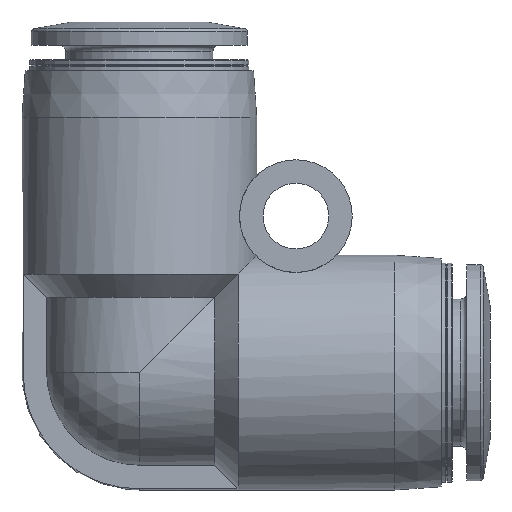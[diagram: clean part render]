
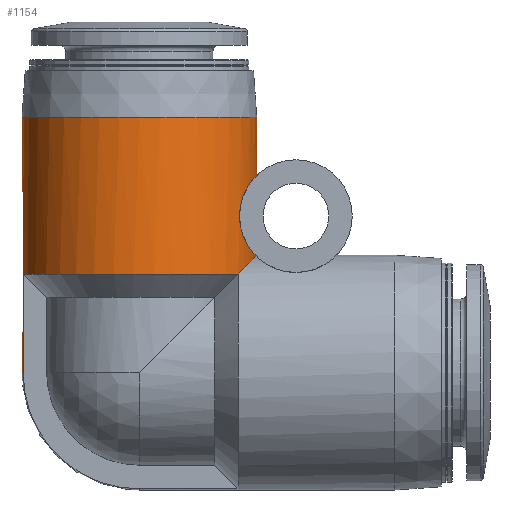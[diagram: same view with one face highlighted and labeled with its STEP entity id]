
A CAD part, left-side view. The second image highlights one B-rep face of the part: STEP entity #1154.
In plain terms, the highlighted cylindrical face has radius 7.5 mm (diameter 15 mm), a full revolution.
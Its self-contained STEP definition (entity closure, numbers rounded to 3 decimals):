
#60=LINE('',#1651,#72);
#61=LINE('',#1657,#73);
#62=LINE('',#1661,#74);
#63=LINE('',#1667,#75);
#72=VECTOR('',#1361,1000.);
#73=VECTOR('',#1366,1000.);
#74=VECTOR('',#1369,1000.);
#75=VECTOR('',#1374,1000.);
#84=B_SPLINE_CURVE_WITH_KNOTS('',3,(#1630,#1631,#1632,#1633,#1634,#1635,
#1636,#1637,#1638,#1639,#1640,#1641,#1642,#1643,#1644,#1645,#1646,#1647,
#1648),.UNSPECIFIED.,.F.,.F.,(4,1,1,1,1,1,1,1,1,1,1,1,1,1,1,1,4),(0.001,
0.002,0.003,0.005,0.006,
0.007,0.008,0.009,0.011,
0.012,0.013,0.014,0.015,
0.017,0.018,0.019,0.02),
 .UNSPECIFIED.);
#93=ELLIPSE('',#1224,10.607,7.5);
#94=ELLIPSE('',#1228,10.607,7.5);
#100=ORIENTED_EDGE('',*,*,#278,.F.);
#101=ORIENTED_EDGE('',*,*,#279,.F.);
#102=ORIENTED_EDGE('',*,*,#280,.T.);
#103=ORIENTED_EDGE('',*,*,#281,.T.);
#104=ORIENTED_EDGE('',*,*,#282,.T.);
#105=ORIENTED_EDGE('',*,*,#283,.T.);
#106=ORIENTED_EDGE('',*,*,#284,.T.);
#107=ORIENTED_EDGE('',*,*,#285,.F.);
#108=ORIENTED_EDGE('',*,*,#286,.T.);
#109=ORIENTED_EDGE('',*,*,#287,.T.);
#110=ORIENTED_EDGE('',*,*,#288,.F.);
#278=EDGE_CURVE('',#367,#367,#438,.T.);
#279=EDGE_CURVE('',#368,#369,#84,.T.);
#280=EDGE_CURVE('',#368,#370,#60,.F.);
#281=EDGE_CURVE('',#370,#371,#93,.F.);
#282=EDGE_CURVE('',#371,#372,#439,.T.);
#283=EDGE_CURVE('',#372,#373,#61,.T.);
#284=EDGE_CURVE('',#373,#374,#440,.T.);
#285=EDGE_CURVE('',#375,#374,#62,.T.);
#286=EDGE_CURVE('',#375,#376,#441,.T.);
#287=EDGE_CURVE('',#376,#377,#94,.F.);
#288=EDGE_CURVE('',#369,#377,#63,.F.);
#367=VERTEX_POINT('',#1629);
#368=VERTEX_POINT('',#1649);
#369=VERTEX_POINT('',#1650);
#370=VERTEX_POINT('',#1652);
#371=VERTEX_POINT('',#1654);
#372=VERTEX_POINT('',#1656);
#373=VERTEX_POINT('',#1658);
#374=VERTEX_POINT('',#1660);
#375=VERTEX_POINT('',#1662);
#376=VERTEX_POINT('',#1664);
#377=VERTEX_POINT('',#1666);
#438=CIRCLE('',#1223,7.5);
#439=CIRCLE('',#1225,7.5);
#440=CIRCLE('',#1226,7.5);
#441=CIRCLE('',#1227,7.5);
#502=EDGE_LOOP('',(#100));
#503=EDGE_LOOP('',(#101,#102,#103,#104,#105,#106,#107,#108,#109,#110));
#607=FACE_BOUND('',#502,.T.);
#608=FACE_BOUND('',#503,.T.);
#711=CYLINDRICAL_SURFACE('',#1222,7.5);
#1154=ADVANCED_FACE('',(#607,#608),#711,.T.);
#1222=AXIS2_PLACEMENT_3D('',#1627,#1357,#1358);
#1223=AXIS2_PLACEMENT_3D('',#1628,#1359,#1360);
#1224=AXIS2_PLACEMENT_3D('',#1653,#1362,#1363);
#1225=AXIS2_PLACEMENT_3D('',#1655,#1364,#1365);
#1226=AXIS2_PLACEMENT_3D('',#1659,#1367,#1368);
#1227=AXIS2_PLACEMENT_3D('',#1663,#1370,#1371);
#1228=AXIS2_PLACEMENT_3D('',#1665,#1372,#1373);
#1357=DIRECTION('',(0.,0.,1.));
#1358=DIRECTION('',(0.,-1.,0.));
#1359=DIRECTION('',(0.,0.,1.));
#1360=DIRECTION('',(0.,-1.,0.));
#1361=DIRECTION('',(0.,0.,1.));
#1362=DIRECTION('',(0.,-0.707,-0.707));
#1363=DIRECTION('',(0.,-0.707,0.707));
#1364=DIRECTION('',(0.,0.,1.));
#1365=DIRECTION('',(0.,-1.,0.));
#1366=DIRECTION('',(0.,0.,-1.));
#1367=DIRECTION('',(0.,0.,1.));
#1368=DIRECTION('',(0.,-1.,0.));
#1369=DIRECTION('',(0.,0.,-1.));
#1370=DIRECTION('',(0.,0.,1.));
#1371=DIRECTION('',(0.,-1.,0.));
#1372=DIRECTION('',(0.,-0.707,-0.707));
#1373=DIRECTION('',(0.,-0.707,0.707));
#1374=DIRECTION('',(0.,0.,1.));
#1627=CARTESIAN_POINT('',(0.,0.,22.4));
#1628=CARTESIAN_POINT('',(0.,0.,16.3));
#1629=CARTESIAN_POINT('',(0.,-7.5,16.3));
#1630=CARTESIAN_POINT('',(1.,-7.433,7.476));
#1631=CARTESIAN_POINT('',(1.394,-7.38,7.53));
#1632=CARTESIAN_POINT('',(2.176,-7.209,7.708));
#1633=CARTESIAN_POINT('',(3.201,-6.807,8.265));
#1634=CARTESIAN_POINT('',(3.9,-6.411,9.246));
#1635=CARTESIAN_POINT('',(3.966,-6.366,10.531));
#1636=CARTESIAN_POINT('',(3.357,-6.728,11.596));
#1637=CARTESIAN_POINT('',(2.37,-7.147,12.218));
#1638=CARTESIAN_POINT('',(1.22,-7.433,12.528));
#1639=CARTESIAN_POINT('',(0.003,-7.533,12.621));
#1640=CARTESIAN_POINT('',(-1.215,-7.434,12.529));
#1641=CARTESIAN_POINT('',(-2.363,-7.149,12.221));
#1642=CARTESIAN_POINT('',(-3.354,-6.73,11.599));
#1643=CARTESIAN_POINT('',(-3.963,-6.368,10.542));
#1644=CARTESIAN_POINT('',(-3.903,-6.409,9.252));
#1645=CARTESIAN_POINT('',(-3.203,-6.806,8.266));
#1646=CARTESIAN_POINT('',(-2.179,-7.208,7.709));
#1647=CARTESIAN_POINT('',(-1.397,-7.38,7.53));
#1648=CARTESIAN_POINT('',(-1.,-7.433,7.476));
#1649=CARTESIAN_POINT('',(1.,-7.433,7.476));
#1650=CARTESIAN_POINT('',(-1.,-7.433,7.476));
#1651=CARTESIAN_POINT('',(1.,-7.433,22.4));
#1652=CARTESIAN_POINT('',(1.,-7.433,7.433));
#1653=CARTESIAN_POINT('',(0.,0.,0.));
#1654=CARTESIAN_POINT('',(4.069,-6.3,6.3));
#1655=CARTESIAN_POINT('',(0.,0.,6.3));
#1656=CARTESIAN_POINT('',(1.,7.433,6.3));
#1657=CARTESIAN_POINT('',(1.,7.433,6.3));
#1658=CARTESIAN_POINT('',(1.,7.433,0.));
#1659=CARTESIAN_POINT('',(0.,0.,0.));
#1660=CARTESIAN_POINT('',(-1.,7.433,0.));
#1661=CARTESIAN_POINT('',(-1.,7.433,6.3));
#1662=CARTESIAN_POINT('',(-1.,7.433,6.3));
#1663=CARTESIAN_POINT('',(0.,0.,6.3));
#1664=CARTESIAN_POINT('',(-4.069,-6.3,6.3));
#1665=CARTESIAN_POINT('',(0.,0.,0.));
#1666=CARTESIAN_POINT('',(-1.,-7.433,7.433));
#1667=CARTESIAN_POINT('',(-1.,-7.433,22.4));
